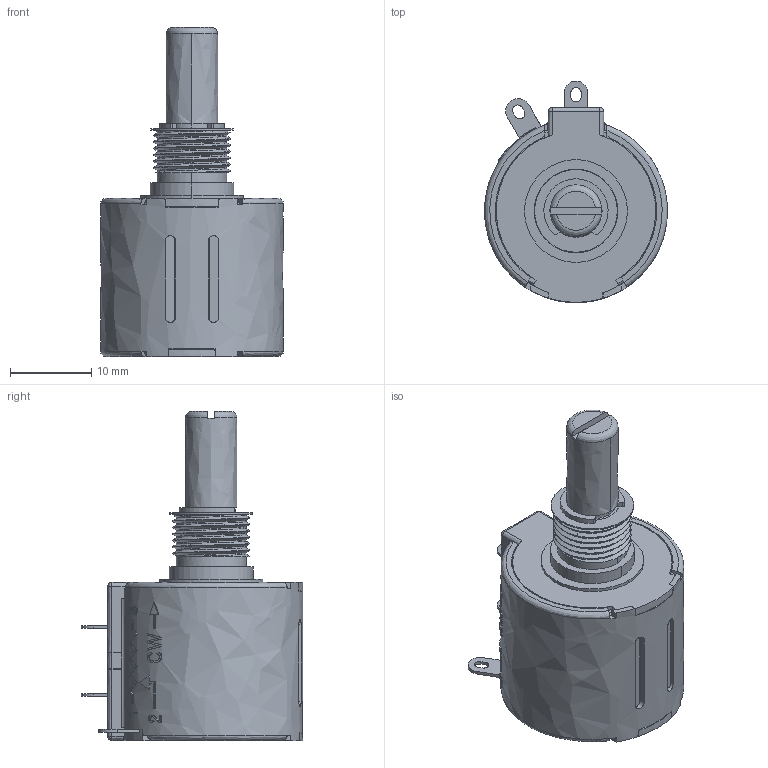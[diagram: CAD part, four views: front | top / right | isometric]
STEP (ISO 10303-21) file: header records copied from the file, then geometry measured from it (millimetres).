
FILE_DESCRIPTION((''),'2;1');
FILE_NAME('3549S-1AA','2007-12-07T',('RICKB'),('Bourns, Inc.'),'PRO/ENGINEER BY PARAMETRIC TECHNOLOGY CORPORATION, 2001200','PRO/ENGINEER BY PARAMETRIC TECHNOLOGY CORPORATION, 2001200','');
FILE_SCHEMA(('AUTOMOTIVE_DESIGN_CC2 { 1 2 10303 214 -1 1 5 2 }'));
Length unit declared in the file: inch
Products named in the file (1): 3549S-1AA
Bounding box: 22.47 x 27.19 x 40.44 mm (x, y, z)
Volume: 8875.5 mm3; surface area: 3845.6 mm2
Topology: 1 solids, 23 shells, 669 faces, 1814 edges, 1182 vertices
Faces by surface type: bspline 669
Entity records: 36252 total; most frequent: CARTESIAN_POINT 13520, ORIENTED_EDGE 3628, PRESENTATION_STYLE_ASSIGNMENT 2048, DIRECTION 1889, STYLED_ITEM 1815, CURVE_STYLE 1814, EDGE_CURVE 1814, VERTEX_POINT 1182
